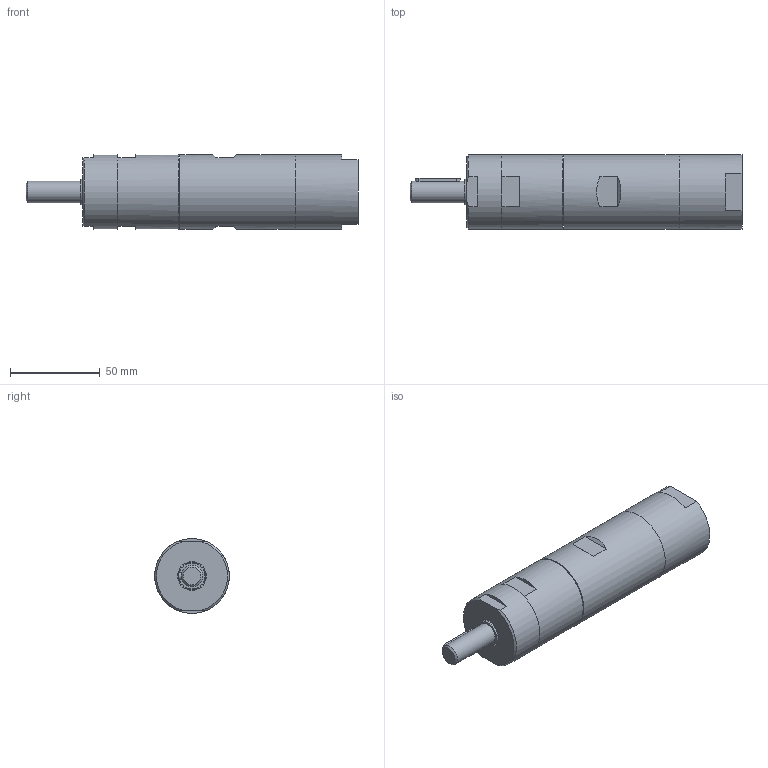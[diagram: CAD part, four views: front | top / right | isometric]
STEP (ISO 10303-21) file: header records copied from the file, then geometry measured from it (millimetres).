
FILE_DESCRIPTION((''),'2;1');
FILE_NAME('MRD 38-580_29910855.stp','2009-04-16T08:29:28',('rmorof'),(''),'Autodesk Inventor 2008','Autodesk Inventor 2008','');
FILE_SCHEMA(('CONFIG_CONTROL_DESIGN'));
Length unit declared in the file: millimetre
Products named in the file (1): MRD 38-580_29910855
Bounding box: 184.5 x 41.5 x 41.5 mm (x, y, z)
Volume: 205227.9 mm3; surface area: 25934.2 mm2
Topology: 1 solids, 1 shells, 52 faces, 119 edges, 77 vertices
Faces by surface type: plane 29, cylinder 10, bspline 8, cone 5
Full cylindrical faces by diameter (mm): 12 x1, 14.95 x1, 16 x1, 36 x1, 41.5 x4
Entity records: 1538 total; most frequent: CARTESIAN_POINT 389, DIRECTION 220, ORIENTED_EDGE 186, EDGE_CURVE 93, AXIS2_PLACEMENT_3D 90, EDGE_LOOP 78, VERTEX_POINT 69, FACE_OUTER_BOUND 52
